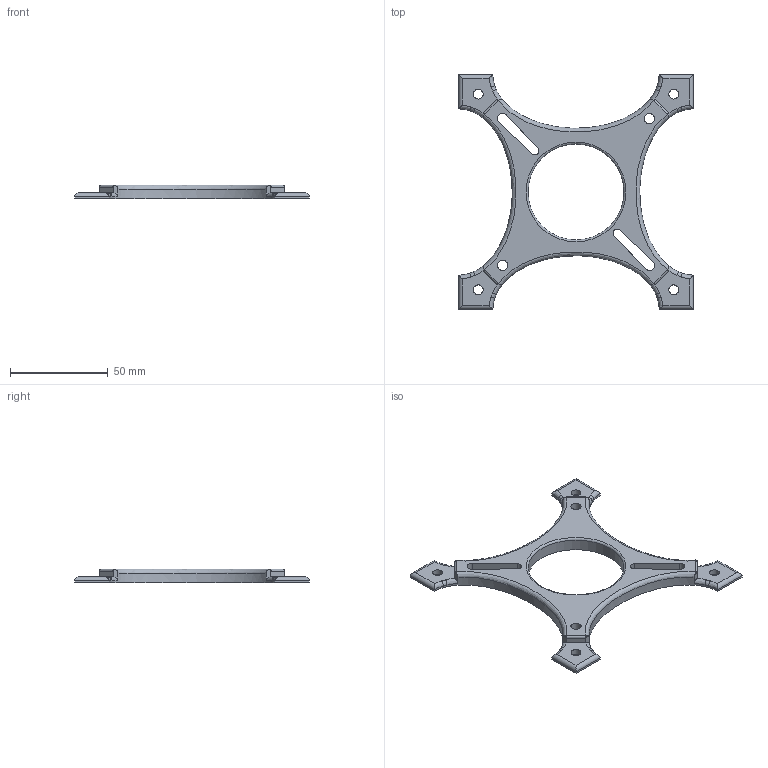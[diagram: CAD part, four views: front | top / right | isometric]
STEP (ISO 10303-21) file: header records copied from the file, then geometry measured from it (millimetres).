
FILE_DESCRIPTION(('FreeCAD Model'),'2;1');
FILE_NAME('raspberry-vesa-support.step','2015-04-27T20:04:47',('Author'),( ''),'Open CASCADE STEP processor 6.8','FreeCAD','Unknown');
FILE_SCHEMA(('AUTOMOTIVE_DESIGN_CC2 { 1 2 10303 214 -1 1 5 4 }'));
Length unit declared in the file: millimetre
Products named in the file (1): Fillet005
Bounding box: 120 x 120 x 7 mm (x, y, z)
Volume: 26018.2 mm3; surface area: 15089.4 mm2
Topology: 1 solids, 1 shells, 142 faces, 389 edges, 255 vertices
Faces by surface type: plane 70, bspline 40, cylinder 27, extrusion 4, torus 1
Full cylindrical faces by diameter (mm): 5 x4, 5.2 x2, 49 x1
Entity records: 23782 total; most frequent: CARTESIAN_POINT 17152, DIRECTION 895, ORIENTED_EDGE 778, PCURVE 778, DEFINITIONAL_REPRESENTATION 778, VECTOR 563, LINE 559, B_SPLINE_CURVE_WITH_KNOTS 390
